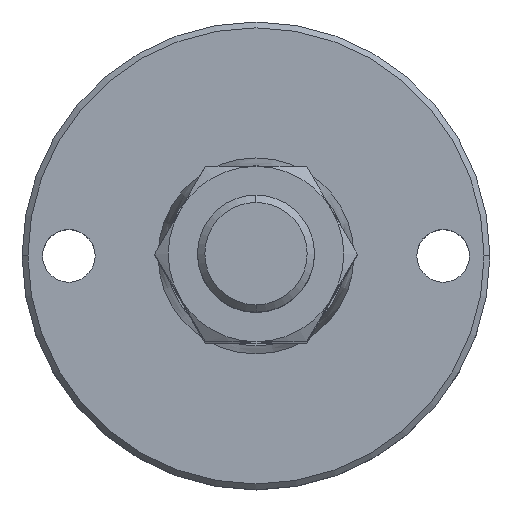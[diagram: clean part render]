
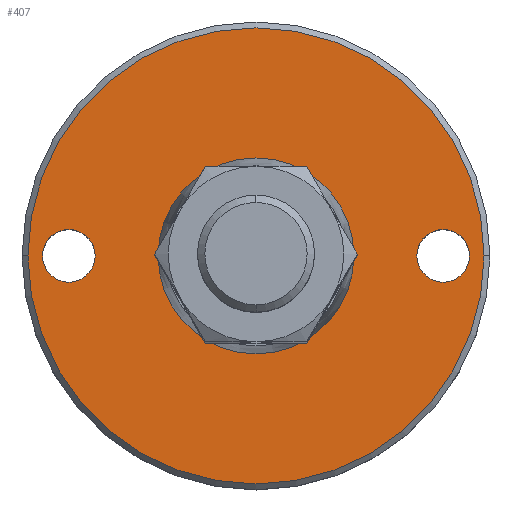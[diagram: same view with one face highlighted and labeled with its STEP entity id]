
A CAD part, top view. The second image highlights one B-rep face of the part: STEP entity #407.
In plain terms, the highlighted planar face has unit normal (0, 0, 1).
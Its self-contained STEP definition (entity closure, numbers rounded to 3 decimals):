
#407=ADVANCED_FACE('',(#1060,#1061,#1062,#1063),#1064,.T.);
#449=EDGE_CURVE('',#727,#853,#1114,.T.);
#453=EDGE_CURVE('',#853,#727,#1118,.T.);
#457=EDGE_CURVE('',#647,#605,#1122,.T.);
#577=VERTEX_POINT('',#1257);
#581=EDGE_CURVE('',#709,#779,#1262,.T.);
#605=VERTEX_POINT('',#1290);
#611=EDGE_CURVE('',#679,#577,#1296,.T.);
#617=EDGE_CURVE('',#779,#709,#1302,.T.);
#647=VERTEX_POINT('',#1336);
#679=VERTEX_POINT('',#1372);
#709=VERTEX_POINT('',#1406);
#711=EDGE_CURVE('',#577,#679,#1408,.T.);
#727=VERTEX_POINT('',#1425);
#779=VERTEX_POINT('',#1481);
#841=EDGE_CURVE('',#605,#647,#1551,.T.);
#853=VERTEX_POINT('',#1563);
#1060=FACE_BOUND('',#1816,.T.);
#1061=FACE_BOUND('',#1817,.T.);
#1062=FACE_BOUND('',#1818,.T.);
#1063=FACE_OUTER_BOUND('',#1819,.T.);
#1064=PLANE('',#1820);
#1114=CIRCLE('',#1913,39.);
#1118=CIRCLE('',#1918,39.);
#1122=CIRCLE('',#1924,4.5);
#1257=CARTESIAN_POINT('',(27.5,0.0,16.5));
#1262=CIRCLE('',#2157,16.75);
#1290=CARTESIAN_POINT('',(-27.5,0.,16.5));
#1296=CIRCLE('',#2218,4.5);
#1302=CIRCLE('',#2227,16.75);
#1336=CARTESIAN_POINT('',(-36.5,0.0,16.5));
#1372=CARTESIAN_POINT('',(36.5,0.,16.5));
#1406=CARTESIAN_POINT('',(16.75,0.,16.5));
#1408=CIRCLE('',#2438,4.5);
#1425=CARTESIAN_POINT('',(39.0,0.,16.5));
#1481=CARTESIAN_POINT('',(-16.75,0.,16.5));
#1551=CIRCLE('',#2725,4.5);
#1563=CARTESIAN_POINT('',(-39.,0.,16.5));
#1816=EDGE_LOOP('',(#3119,#3120));
#1817=EDGE_LOOP('',(#3121,#3122));
#1818=EDGE_LOOP('',(#3123,#3124));
#1819=EDGE_LOOP('',(#3125,#3126));
#1820=AXIS2_PLACEMENT_3D('',#3127,#3128,#3129);
#1913=AXIS2_PLACEMENT_3D('',#3194,#3195,#3196);
#1918=AXIS2_PLACEMENT_3D('',#3197,#3198,#3199);
#1924=AXIS2_PLACEMENT_3D('',#3203,#3204,#3205);
#2157=AXIS2_PLACEMENT_3D('',#3372,#3373,#3374);
#2218=AXIS2_PLACEMENT_3D('',#3419,#3420,#3421);
#2227=AXIS2_PLACEMENT_3D('',#3423,#3424,#3425);
#2438=AXIS2_PLACEMENT_3D('',#3547,#3548,#3549);
#2725=AXIS2_PLACEMENT_3D('',#3703,#3704,#3705);
#3119=ORIENTED_EDGE('',*,*,#711,.T.);
#3120=ORIENTED_EDGE('',*,*,#611,.T.);
#3121=ORIENTED_EDGE('',*,*,#457,.T.);
#3122=ORIENTED_EDGE('',*,*,#841,.T.);
#3123=ORIENTED_EDGE('',*,*,#617,.F.);
#3124=ORIENTED_EDGE('',*,*,#581,.F.);
#3125=ORIENTED_EDGE('',*,*,#453,.T.);
#3126=ORIENTED_EDGE('',*,*,#449,.T.);
#3127=CARTESIAN_POINT('',(-27.875,0.,16.5));
#3128=DIRECTION('',(0.,0.,1.0));
#3129=DIRECTION('',(-1.0,0.,0.0));
#3194=CARTESIAN_POINT('',(0.,0.,16.5));
#3195=DIRECTION('',(0.,0.,1.0));
#3196=DIRECTION('',(-1.0,0.,0.));
#3197=CARTESIAN_POINT('',(0.,0.,16.5));
#3198=DIRECTION('',(0.,0.,1.0));
#3199=DIRECTION('',(-1.0,0.,0.));
#3203=CARTESIAN_POINT('',(-32.0,0.,16.5));
#3204=DIRECTION('',(0.,0.,-1.0));
#3205=DIRECTION('',(1.0,0.,0.));
#3372=CARTESIAN_POINT('',(0.,0.,16.5));
#3373=DIRECTION('',(0.,0.,1.0));
#3374=DIRECTION('',(-1.0,0.,0.));
#3419=CARTESIAN_POINT('',(32.0,0.,16.5));
#3420=DIRECTION('',(0.,0.,-1.0));
#3421=DIRECTION('',(1.0,0.,0.));
#3423=CARTESIAN_POINT('',(0.,0.,16.5));
#3424=DIRECTION('',(0.,0.,1.0));
#3425=DIRECTION('',(-1.0,0.,0.));
#3547=CARTESIAN_POINT('',(32.0,0.,16.5));
#3548=DIRECTION('',(0.,0.,-1.0));
#3549=DIRECTION('',(1.0,0.,0.));
#3703=CARTESIAN_POINT('',(-32.0,0.,16.5));
#3704=DIRECTION('',(0.,0.,-1.0));
#3705=DIRECTION('',(1.0,0.,0.));
